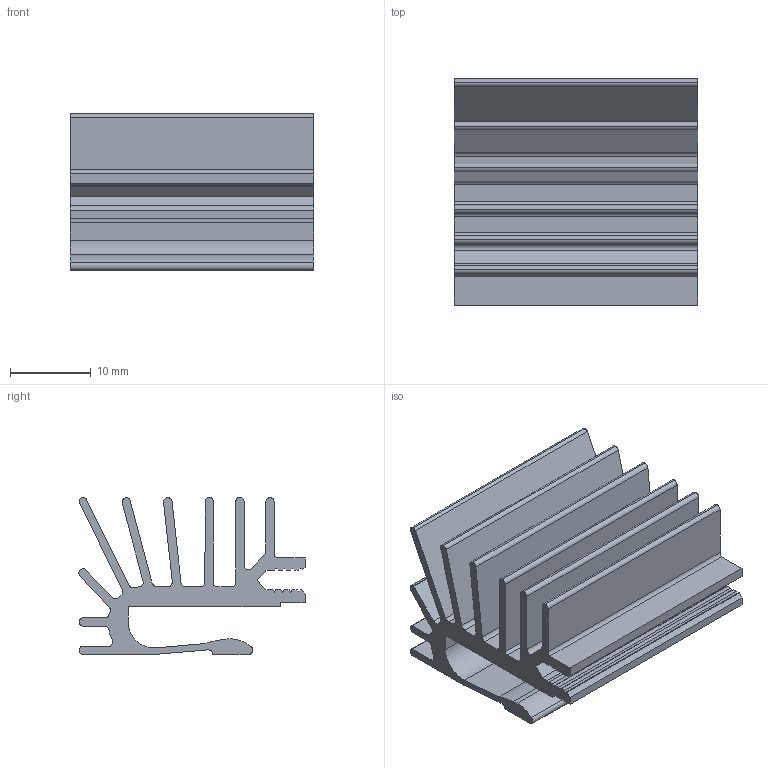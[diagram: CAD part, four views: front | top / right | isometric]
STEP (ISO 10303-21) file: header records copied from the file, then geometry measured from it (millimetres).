
FILE_DESCRIPTION (( 'STEP AP214' ), '1' );
FILE_NAME ('M47118B011000G.STEP', '2023-05-02T12:38:45', ( '' ), ( '' ), 'SwSTEP 2.0', 'SolidWorks 2021', '' );
FILE_SCHEMA (( 'AUTOMOTIVE_DESIGN' ));
Length unit declared in the file: millimetre
Products named in the file (1): M47118B011000G
Bounding box: 30.15 x 28.05 x 19.47 mm (x, y, z)
Volume: 5401.1 mm3; surface area: 8110.5 mm2
Topology: 1 solids, 1 shells, 122 faces, 360 edges, 240 vertices
Faces by surface type: plane 67, cylinder 55
Entity records: 5470 total; most frequent: CARTESIAN_POINT 723, ORIENTED_EDGE 720, DIRECTION 716, EDGE_CURVE 360, LINE 250, VECTOR 250, VERTEX_POINT 240, AXIS2_PLACEMENT_3D 233
